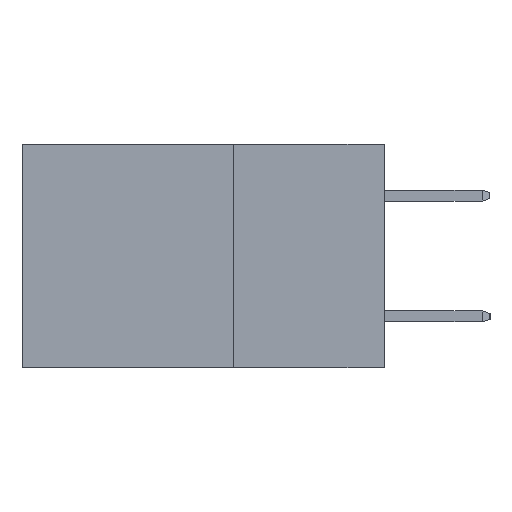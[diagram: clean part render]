
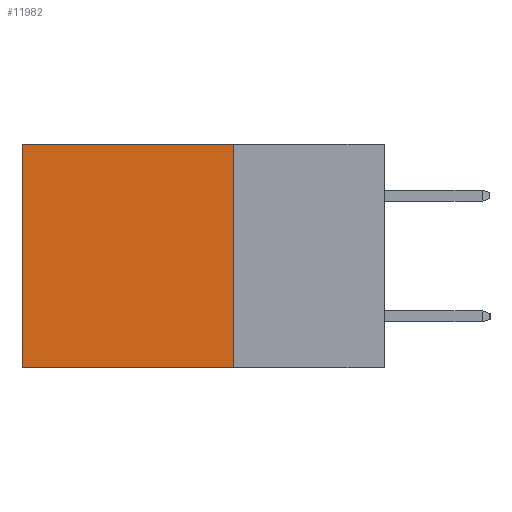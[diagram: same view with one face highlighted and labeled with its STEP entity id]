
A CAD part, left-side view. The second image highlights one B-rep face of the part: STEP entity #11982.
In plain terms, the highlighted planar face has unit normal (-1, 0, 0).
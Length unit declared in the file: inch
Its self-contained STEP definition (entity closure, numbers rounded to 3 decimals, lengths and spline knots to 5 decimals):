
#469 = AXIS2_PLACEMENT_3D ( 'NONE', #8015, #7799, #7798 ) ;
#745 = CARTESIAN_POINT ( 'NONE',  ( 0.2615, 0.6, 0. ) ) ;
#2058 = EDGE_CURVE ( 'NONE', #8387, #9042, #12718, .T. ) ;
#2285 = CARTESIAN_POINT ( 'NONE',  ( 0.2615, 0.6, -0.37 ) ) ;
#3340 = ORIENTED_EDGE ( 'NONE', *, *, #2058, .T. ) ;
#3669 = VERTEX_POINT ( 'NONE', #11424 ) ;
#3931 = DIRECTION ( 'NONE',  ( 0., 0., -1. ) ) ;
#4258 = LINE ( 'NONE', #9263, #12360 ) ;
#4429 = ORIENTED_EDGE ( 'NONE', *, *, #5936, .T. ) ;
#4430 = CARTESIAN_POINT ( 'NONE',  ( 0.2615, 0.6, -0.37 ) ) ;
#4723 = FACE_OUTER_BOUND ( 'NONE', #6673, .T. ) ;
#5050 = ORIENTED_EDGE ( 'NONE', *, *, #8625, .F. ) ;
#5610 = LINE ( 'NONE', #10951, #13251 ) ;
#5936 = EDGE_CURVE ( 'NONE', #3669, #8387, #5610, .T. ) ;
#6673 = EDGE_LOOP ( 'NONE', ( #3340, #11725, #5050, #4429 ) ) ;
#7278 = VECTOR ( 'NONE', #3931, 39.37008 ) ;
#7798 = DIRECTION ( 'NONE',  ( 0., 0., -1. ) ) ;
#7799 = DIRECTION ( 'NONE',  ( 1., 0., 0. ) ) ;
#7934 = PLANE ( 'NONE',  #469 ) ;
#8015 = CARTESIAN_POINT ( 'NONE',  ( 0.2615, 0.25, -0.37 ) ) ;
#8387 = VERTEX_POINT ( 'NONE', #745 ) ;
#8625 = EDGE_CURVE ( 'NONE', #3669, #8713, #13178, .T. ) ;
#8713 = VERTEX_POINT ( 'NONE', #9470 ) ;
#9042 = VERTEX_POINT ( 'NONE', #2285 ) ;
#9163 = DIRECTION ( 'NONE',  ( 0., 1., 0. ) ) ;
#9263 = CARTESIAN_POINT ( 'NONE',  ( 0.2615, 0.25, -0.37 ) ) ;
#9415 = VECTOR ( 'NONE', #11286, 39.37008 ) ;
#9470 = CARTESIAN_POINT ( 'NONE',  ( 0.2615, 0.25, -0.37 ) ) ;
#9752 = EDGE_CURVE ( 'NONE', #8713, #9042, #4258, .T. ) ;
#10923 = DIRECTION ( 'NONE',  ( 0., 1., 0. ) ) ;
#10951 = CARTESIAN_POINT ( 'NONE',  ( 0.2615, 0.25, 0. ) ) ;
#11286 = DIRECTION ( 'NONE',  ( 0., 0., -1. ) ) ;
#11424 = CARTESIAN_POINT ( 'NONE',  ( 0.2615, 0.25, 0. ) ) ;
#11647 = CARTESIAN_POINT ( 'NONE',  ( 0.2615, 0.25, -0.37 ) ) ;
#11725 = ORIENTED_EDGE ( 'NONE', *, *, #9752, .F. ) ;
#11982 = ADVANCED_FACE ( 'NONE', ( #4723 ), #7934, .F. ) ;
#12360 = VECTOR ( 'NONE', #9163, 39.37008 ) ;
#12718 = LINE ( 'NONE', #4430, #7278 ) ;
#13178 = LINE ( 'NONE', #11647, #9415 ) ;
#13251 = VECTOR ( 'NONE', #10923, 39.37008 ) ;
